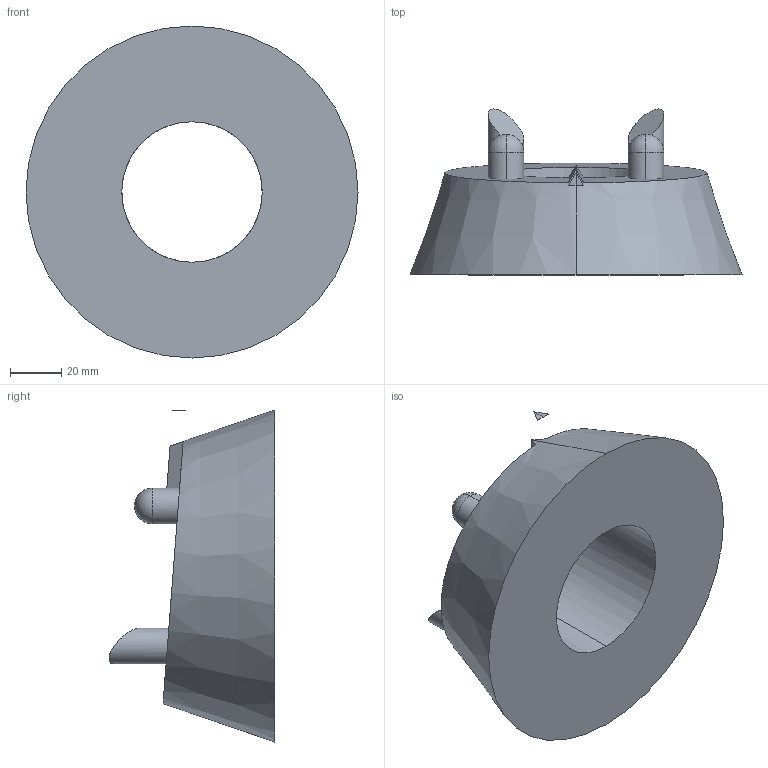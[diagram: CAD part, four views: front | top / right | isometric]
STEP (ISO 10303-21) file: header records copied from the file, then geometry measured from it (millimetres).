
FILE_DESCRIPTION (( 'STEP AP203' ), '1' );
FILE_NAME ('TEE.STEP', '2019-12-19T16:13:51', ( '' ), ( '' ), 'SwSTEP 2.0', 'SolidWorks 2019', '' );
FILE_SCHEMA (( 'CONFIG_CONTROL_DESIGN' ));
Length unit declared in the file: millimetre
Products named in the file (1): TEE
Bounding box: 130 x 65 x 130 mm (x, y, z)
Volume: 341332.4 mm3; surface area: 42070.8 mm2
Topology: 3 solids, 3 shells, 31 faces, 65 edges, 41 vertices
Faces by surface type: plane 13, cylinder 12, sphere 4, cone 2
Entity records: 920 total; most frequent: CARTESIAN_POINT 266, ORIENTED_EDGE 122, DIRECTION 107, EDGE_CURVE 61, AXIS2_PLACEMENT_3D 40, VERTEX_POINT 39, EDGE_LOOP 36, FACE_OUTER_BOUND 31
